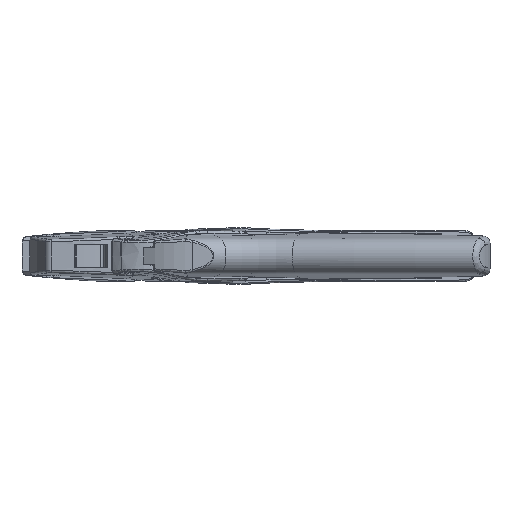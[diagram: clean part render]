
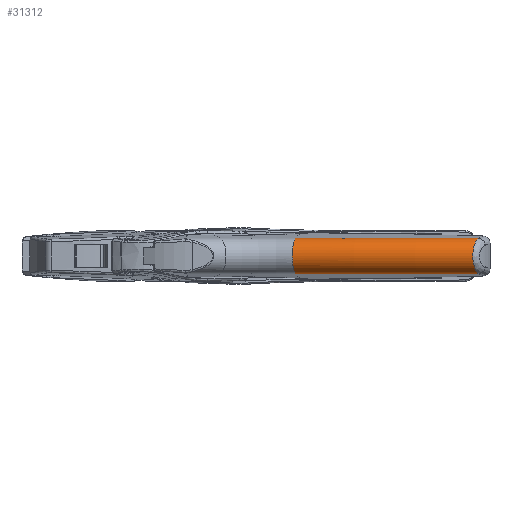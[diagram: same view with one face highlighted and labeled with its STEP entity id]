
A CAD part, front view. The second image highlights one B-rep face of the part: STEP entity #31312.
In plain terms, the highlighted toroidal (fillet/blend) face has major radius 793.5 mm and minor radius 7.5 mm.
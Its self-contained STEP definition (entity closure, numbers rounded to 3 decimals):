
#29991=AXIS2_PLACEMENT_3D('Circle Axis2P3D',#29989,#29990,$) ;
#31280=AXIS2_PLACEMENT_3D('Torus Axis2P3D',#31277,#31278,#31279) ;
#31294=AXIS2_PLACEMENT_3D('Circle Axis2P3D',#31292,#31293,$) ;
#31301=AXIS2_PLACEMENT_3D('Circle Axis2P3D',#31299,#31300,$) ;
#29827=CARTESIAN_POINT('Vertex',(189.843,6.002,19.152)) ;
#29965=CARTESIAN_POINT('Vertex',(189.843,6.002,4.38)) ;
#29989=CARTESIAN_POINT('Axis2P3D Location',(268.989,796.854,4.38)) ;
#29993=CARTESIAN_POINT('Vertex',(113.676,17.375,4.38)) ;
#31242=CARTESIAN_POINT('Control Point',(187.454,0.015,11.766)) ;
#31243=CARTESIAN_POINT('Control Point',(187.454,0.015,12.853)) ;
#31244=CARTESIAN_POINT('Control Point',(187.541,0.204,13.94)) ;
#31245=CARTESIAN_POINT('Control Point',(187.717,0.583,14.966)) ;
#31246=CARTESIAN_POINT('Control Point',(188.191,1.648,16.801)) ;
#31247=CARTESIAN_POINT('Control Point',(188.83,3.21,18.119)) ;
#31248=CARTESIAN_POINT('Control Point',(189.17,4.086,18.628)) ;
#31249=CARTESIAN_POINT('Control Point',(189.511,5.027,18.975)) ;
#31250=CARTESIAN_POINT('Control Point',(189.843,6.002,19.152)) ;
#31251=CARTESIAN_POINT('Vertex',(187.454,0.015,11.766)) ;
#31255=CARTESIAN_POINT('Control Point',(189.843,6.002,4.38)) ;
#31256=CARTESIAN_POINT('Control Point',(189.581,5.23,4.52)) ;
#31257=CARTESIAN_POINT('Control Point',(189.312,4.48,4.766)) ;
#31258=CARTESIAN_POINT('Control Point',(189.043,3.766,5.115)) ;
#31259=CARTESIAN_POINT('Control Point',(188.399,2.133,6.216)) ;
#31260=CARTESIAN_POINT('Control Point',(187.863,0.901,7.857)) ;
#31261=CARTESIAN_POINT('Control Point',(187.611,0.355,9.)) ;
#31262=CARTESIAN_POINT('Control Point',(187.468,0.047,10.303)) ;
#31263=CARTESIAN_POINT('Control Point',(187.454,0.016,11.618)) ;
#31264=CARTESIAN_POINT('Control Point',(187.454,0.015,11.667)) ;
#31265=CARTESIAN_POINT('Control Point',(187.454,0.015,11.716)) ;
#31266=CARTESIAN_POINT('Control Point',(187.454,0.015,11.766)) ;
#31277=CARTESIAN_POINT('Axis2P3D Location',(268.989,796.854,11.766)) ;
#31283=CARTESIAN_POINT('Control Point',(113.676,17.375,4.38)) ;
#31284=CARTESIAN_POINT('Control Point',(113.272,15.352,4.743)) ;
#31285=CARTESIAN_POINT('Control Point',(112.894,13.452,5.826)) ;
#31286=CARTESIAN_POINT('Control Point',(112.607,12.012,7.576)) ;
#31287=CARTESIAN_POINT('Control Point',(112.464,11.297,9.671)) ;
#31288=CARTESIAN_POINT('Control Point',(112.464,11.297,11.766)) ;
#31289=CARTESIAN_POINT('Vertex',(112.464,11.297,11.766)) ;
#31292=CARTESIAN_POINT('Axis2P3D Location',(268.989,796.854,19.152)) ;
#31296=CARTESIAN_POINT('Vertex',(113.676,17.375,19.152)) ;
#31299=CARTESIAN_POINT('Axis2P3D Location',(113.93,18.652,11.766)) ;
#29990=DIRECTION('Axis2P3D Direction',(0.,0.,1.)) ;
#31278=DIRECTION('Axis2P3D Direction',(0.,0.,1.)) ;
#31279=DIRECTION('Axis2P3D XDirection',(-0.195,-0.981,0.)) ;
#31293=DIRECTION('Axis2P3D Direction',(0.,0.,1.)) ;
#31300=DIRECTION('Axis2P3D Direction',(-0.981,0.195,0.)) ;
#31305=ORIENTED_EDGE('',*,*,#31291,.F.) ;
#31306=ORIENTED_EDGE('',*,*,#29995,.T.) ;
#31307=ORIENTED_EDGE('',*,*,#31267,.T.) ;
#31308=ORIENTED_EDGE('',*,*,#31253,.T.) ;
#31309=ORIENTED_EDGE('',*,*,#31298,.T.) ;
#31310=ORIENTED_EDGE('',*,*,#31303,.F.) ;
#31312=ADVANCED_FACE('Hauptk\X2\00F6\X0\rper',(#31311),#31281,.T.) ;
#31241=B_SPLINE_CURVE_WITH_KNOTS('',5,(#31242,#31243,#31244,#31245,#31246,#31247,#31248,#31249,#31250),.UNSPECIFIED.,.F.,.U.,(6,3,6),(24.893,29.467,34.054),.UNSPECIFIED.) ;
#31254=B_SPLINE_CURVE_WITH_KNOTS('',5,(#31255,#31256,#31257,#31258,#31259,#31260,#31261,#31262,#31263,#31264,#31265,#31266),.UNSPECIFIED.,.F.,.U.,(6,3,3,6),(15.732,19.363,24.687,24.893),.UNSPECIFIED.) ;
#31282=B_SPLINE_CURVE_WITH_KNOTS('',5,(#31283,#31284,#31285,#31286,#31287,#31288),.UNSPECIFIED.,.F.,.U.,(6,6),(-5.236,5.236),.UNSPECIFIED.) ;
#29992=CIRCLE('generated circle',#29991,794.802) ;
#31295=CIRCLE('generated circle',#31294,794.802) ;
#31302=CIRCLE('generated circle',#31301,7.5) ;
#31281=TOROIDAL_SURFACE('homeo Torus',#31280,793.5,7.5) ;
#29995=EDGE_CURVE('',#29994,#29966,#29992,.T.) ;
#31253=EDGE_CURVE('',#31252,#29828,#31241,.T.) ;
#31267=EDGE_CURVE('',#29966,#31252,#31254,.T.) ;
#31291=EDGE_CURVE('',#29994,#31290,#31282,.T.) ;
#31298=EDGE_CURVE('',#29828,#31297,#31295,.F.) ;
#31303=EDGE_CURVE('',#31290,#31297,#31302,.T.) ;
#31304=EDGE_LOOP('',(#31305,#31306,#31307,#31308,#31309,#31310)) ;
#31311=FACE_OUTER_BOUND('',#31304,.T.) ;
#29828=VERTEX_POINT('',#29827) ;
#29966=VERTEX_POINT('',#29965) ;
#29994=VERTEX_POINT('',#29993) ;
#31252=VERTEX_POINT('',#31251) ;
#31290=VERTEX_POINT('',#31289) ;
#31297=VERTEX_POINT('',#31296) ;
